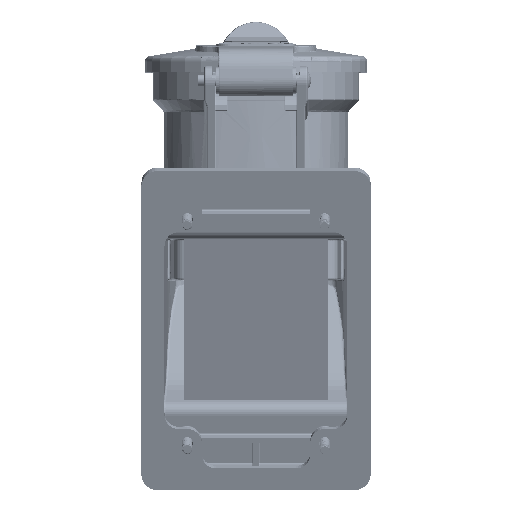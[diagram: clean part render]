
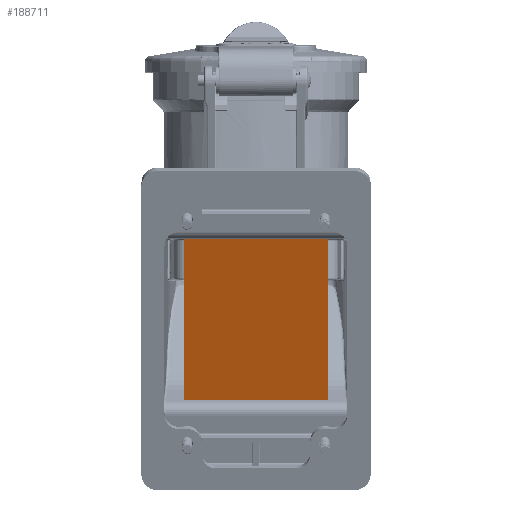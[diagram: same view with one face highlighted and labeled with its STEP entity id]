
A CAD part, front view. The second image highlights one B-rep face of the part: STEP entity #188711.
In plain terms, the highlighted planar face has unit normal (0, -0.939, -0.345).
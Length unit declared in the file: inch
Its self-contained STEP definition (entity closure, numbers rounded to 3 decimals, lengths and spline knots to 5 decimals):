
#25326 = DIRECTION ( 'NONE',  ( -1., 0., 0. ) ) ;
#38859 = CARTESIAN_POINT ( 'NONE',  ( -0.98424, -0.1518, 0.68609 ) ) ;
#58470 = DIRECTION ( 'NONE',  ( -1., 0., 0. ) ) ;
#83897 = CARTESIAN_POINT ( 'NONE',  ( 0.98426, 0.67359, -1.55779 ) ) ;
#98678 = CARTESIAN_POINT ( 'NONE',  ( 0.98427, -0.13219, 0.63281 ) ) ;
#106089 = PLANE ( 'NONE',  #195866 ) ;
#157006 = DIRECTION ( 'NONE',  ( 0., 0.345, -0.939 ) ) ;
#169352 = ORIENTED_EDGE ( 'NONE', *, *, #198917, .F. ) ;
#188711 = ADVANCED_FACE ( 'NONE', ( #488402 ), #106089, .F. ) ;
#195866 = AXIS2_PLACEMENT_3D ( 'NONE', #297190, #292248, #370188 ) ;
#198917 = EDGE_CURVE ( 'NONE', #221233, #288475, #295838, .T. ) ;
#216451 = LINE ( 'NONE', #369894, #445345 ) ;
#219409 = VECTOR ( 'NONE', #58470, 39.37008 ) ;
#221233 = VERTEX_POINT ( 'NONE', #98678 ) ;
#243864 = ORIENTED_EDGE ( 'NONE', *, *, #496866, .T. ) ;
#266501 = EDGE_LOOP ( 'NONE', ( #169352, #455994, #243864, #437027 ) ) ;
#272726 = VERTEX_POINT ( 'NONE', #293807 ) ;
#287202 = VERTEX_POINT ( 'NONE', #355895 ) ;
#288475 = VERTEX_POINT ( 'NONE', #83897 ) ;
#292248 = DIRECTION ( 'NONE',  ( 0., 0.939, 0.345 ) ) ;
#293807 = CARTESIAN_POINT ( 'NONE',  ( -0.98424, 0.67357, -1.55779 ) ) ;
#295838 = LINE ( 'NONE', #418953, #415909 ) ;
#297190 = CARTESIAN_POINT ( 'NONE',  ( 0.98427, -0.15178, 0.68609 ) ) ;
#310432 = LINE ( 'NONE', #38859, #382786 ) ;
#325092 = LINE ( 'NONE', #398076, #219409 ) ;
#355895 = CARTESIAN_POINT ( 'NONE',  ( -0.98424, -0.1322, 0.63281 ) ) ;
#369894 = CARTESIAN_POINT ( 'NONE',  ( -1.37794, -0.1322, 0.63281 ) ) ;
#370188 = DIRECTION ( 'NONE',  ( 0., -0.345, 0.939 ) ) ;
#378740 = DIRECTION ( 'NONE',  ( 0., 0.345, -0.939 ) ) ;
#382786 = VECTOR ( 'NONE', #157006, 39.37008 ) ;
#398076 = CARTESIAN_POINT ( 'NONE',  ( 0.98426, 0.67359, -1.55779 ) ) ;
#415909 = VECTOR ( 'NONE', #378740, 39.37008 ) ;
#418953 = CARTESIAN_POINT ( 'NONE',  ( 0.98427, -0.15178, 0.68609 ) ) ;
#437027 = ORIENTED_EDGE ( 'NONE', *, *, #482591, .F. ) ;
#445345 = VECTOR ( 'NONE', #25326, 39.37008 ) ;
#455994 = ORIENTED_EDGE ( 'NONE', *, *, #487852, .T. ) ;
#482591 = EDGE_CURVE ( 'NONE', #288475, #272726, #325092, .T. ) ;
#487852 = EDGE_CURVE ( 'NONE', #221233, #287202, #216451, .T. ) ;
#488402 = FACE_OUTER_BOUND ( 'NONE', #266501, .T. ) ;
#496866 = EDGE_CURVE ( 'NONE', #287202, #272726, #310432, .T. ) ;
